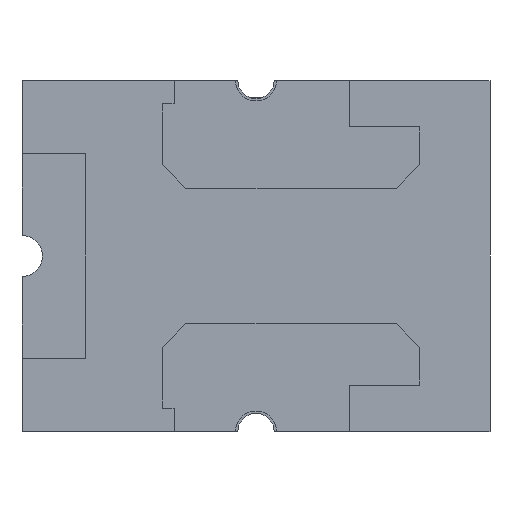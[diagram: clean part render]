
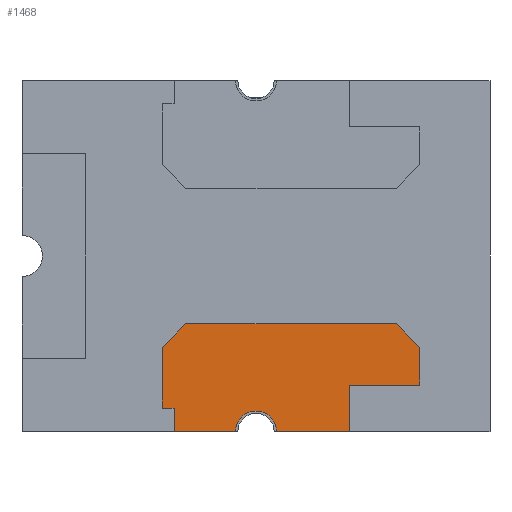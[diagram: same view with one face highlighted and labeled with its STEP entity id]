
A CAD part, front view. The second image highlights one B-rep face of the part: STEP entity #1468.
In plain terms, the highlighted face is planar.
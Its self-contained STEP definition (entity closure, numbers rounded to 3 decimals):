
#856 = EDGE_LOOP ( 'NONE', ( #1627, #1628, #1629, #1630, #1631, #1632, #1633, #1634, #1635, #1636, #1637, #1638 ) ) ;
#1468 = ADVANCED_FACE ( 'NONE', ( #2843 ), #3023, .T. ) ;
#1627 = ORIENTED_EDGE ( 'NONE', *, *, #2103, .T. ) ;
#1628 = ORIENTED_EDGE ( 'NONE', *, *, #2107, .T. ) ;
#1629 = ORIENTED_EDGE ( 'NONE', *, *, #2110, .T. ) ;
#1630 = ORIENTED_EDGE ( 'NONE', *, *, #2113, .T. ) ;
#1631 = ORIENTED_EDGE ( 'NONE', *, *, #2116, .T. ) ;
#1632 = ORIENTED_EDGE ( 'NONE', *, *, #2119, .T. ) ;
#1633 = ORIENTED_EDGE ( 'NONE', *, *, #2122, .T. ) ;
#1634 = ORIENTED_EDGE ( 'NONE', *, *, #2125, .T. ) ;
#1635 = ORIENTED_EDGE ( 'NONE', *, *, #2128, .T. ) ;
#1636 = ORIENTED_EDGE ( 'NONE', *, *, #2131, .T. ) ;
#1637 = ORIENTED_EDGE ( 'NONE', *, *, #2134, .T. ) ;
#1638 = ORIENTED_EDGE ( 'NONE', *, *, #2136, .T. ) ;
#1916 = VERTEX_POINT ( 'NONE', #3346 ) ;
#1928 = VERTEX_POINT ( 'NONE', #3358 ) ;
#1929 = VERTEX_POINT ( 'NONE', #3359 ) ;
#1933 = VERTEX_POINT ( 'NONE', #3363 ) ;
#1935 = VERTEX_POINT ( 'NONE', #3365 ) ;
#1937 = VERTEX_POINT ( 'NONE', #3367 ) ;
#1939 = VERTEX_POINT ( 'NONE', #3369 ) ;
#1941 = VERTEX_POINT ( 'NONE', #3371 ) ;
#1943 = VERTEX_POINT ( 'NONE', #3373 ) ;
#1945 = VERTEX_POINT ( 'NONE', #3375 ) ;
#1947 = VERTEX_POINT ( 'NONE', #3377 ) ;
#1949 = VERTEX_POINT ( 'NONE', #3379 ) ;
#2103 = EDGE_CURVE ( 'NONE', #1928, #1916, #3620, .T. ) ;
#2107 = EDGE_CURVE ( 'NONE', #1916, #1929, #3623, .T. ) ;
#2110 = EDGE_CURVE ( 'NONE', #1929, #1933, #3628, .T. ) ;
#2113 = EDGE_CURVE ( 'NONE', #1933, #1935, #3634, .T. ) ;
#2116 = EDGE_CURVE ( 'NONE', #1935, #1937, #3640, .T. ) ;
#2119 = EDGE_CURVE ( 'NONE', #1937, #1939, #3646, .T. ) ;
#2122 = EDGE_CURVE ( 'NONE', #1939, #1941, #3652, .T. ) ;
#2125 = EDGE_CURVE ( 'NONE', #1941, #1943, #3658, .T. ) ;
#2128 = EDGE_CURVE ( 'NONE', #1943, #1945, #3664, .T. ) ;
#2131 = EDGE_CURVE ( 'NONE', #1945, #1947, #3670, .T. ) ;
#2134 = EDGE_CURVE ( 'NONE', #1947, #1949, #3676, .T. ) ;
#2136 = EDGE_CURVE ( 'NONE', #1949, #1928, #3686, .T. ) ;
#2335 = AXIS2_PLACEMENT_3D ( 'NONE', #3042, #3043, #3044 ) ;
#2399 = AXIS2_PLACEMENT_3D ( 'NONE', #4180, #4181, #4182 ) ;
#2843 = FACE_OUTER_BOUND ( 'NONE', #856, .T. ) ;
#3023 = PLANE ( 'NONE',  #2335 ) ;
#3042 = CARTESIAN_POINT ( 'NONE',  ( -21.675, 0.02, -14.09 ) ) ;
#3043 = DIRECTION ( 'NONE',  ( 0., 1., 0. ) ) ;
#3044 = DIRECTION ( 'NONE',  ( 0., 0., 1. ) ) ;
#3346 = CARTESIAN_POINT ( 'NONE',  ( -21.85, 0.02, -14.09 ) ) ;
#3358 = CARTESIAN_POINT ( 'NONE',  ( -21.5, 0.02, -14.09 ) ) ;
#3359 = CARTESIAN_POINT ( 'NONE',  ( -22.475, 0.02, -14.09 ) ) ;
#3363 = CARTESIAN_POINT ( 'NONE',  ( -22.475, 0.02, -13.693 ) ) ;
#3365 = CARTESIAN_POINT ( 'NONE',  ( -23.075, 0.02, -13.693 ) ) ;
#3367 = CARTESIAN_POINT ( 'NONE',  ( -23.075, 0.02, -13.37 ) ) ;
#3369 = CARTESIAN_POINT ( 'NONE',  ( -22.875, 0.02, -13.17 ) ) ;
#3371 = CARTESIAN_POINT ( 'NONE',  ( -21.075, 0.02, -13.17 ) ) ;
#3373 = CARTESIAN_POINT ( 'NONE',  ( -20.875, 0.02, -13.37 ) ) ;
#3375 = CARTESIAN_POINT ( 'NONE',  ( -20.875, 0.02, -13.89 ) ) ;
#3377 = CARTESIAN_POINT ( 'NONE',  ( -20.975, 0.02, -13.89 ) ) ;
#3379 = CARTESIAN_POINT ( 'NONE',  ( -20.975, 0.02, -14.09 ) ) ;
#3620 = CIRCLE ( 'NONE', #2399, 0.175 ) ;
#3623 = LINE ( 'NONE', #4178, #3631 ) ;
#3628 = LINE ( 'NONE', #4172, #3637 ) ;
#3631 = VECTOR ( 'NONE', #4188, 1000. ) ;
#3634 = LINE ( 'NONE', #4186, #3643 ) ;
#3637 = VECTOR ( 'NONE', #4194, 1000. ) ;
#3640 = LINE ( 'NONE', #4192, #3649 ) ;
#3643 = VECTOR ( 'NONE', #4200, 1000. ) ;
#3646 = LINE ( 'NONE', #4198, #3655 ) ;
#3649 = VECTOR ( 'NONE', #4206, 1000. ) ;
#3652 = LINE ( 'NONE', #4204, #3661 ) ;
#3655 = VECTOR ( 'NONE', #4212, 1000. ) ;
#3658 = LINE ( 'NONE', #4210, #3667 ) ;
#3661 = VECTOR ( 'NONE', #4218, 1000. ) ;
#3664 = LINE ( 'NONE', #4216, #3673 ) ;
#3667 = VECTOR ( 'NONE', #4224, 1000. ) ;
#3670 = LINE ( 'NONE', #4222, #3679 ) ;
#3673 = VECTOR ( 'NONE', #4230, 1000. ) ;
#3676 = LINE ( 'NONE', #4228, #3685 ) ;
#3679 = VECTOR ( 'NONE', #4236, 1000. ) ;
#3685 = VECTOR ( 'NONE', #4242, 1000. ) ;
#3686 = LINE ( 'NONE', #4245, #3689 ) ;
#3689 = VECTOR ( 'NONE', #4246, 1000. ) ;
#4172 = CARTESIAN_POINT ( 'NONE',  ( -22.475, 0.02, -14.09 ) ) ;
#4178 = CARTESIAN_POINT ( 'NONE',  ( -22.475, 0.02, -14.09 ) ) ;
#4180 = CARTESIAN_POINT ( 'NONE',  ( -21.675, 0.02, -14.09 ) ) ;
#4181 = DIRECTION ( 'NONE',  ( 0., -1., 0. ) ) ;
#4182 = DIRECTION ( 'NONE',  ( 0., 0., 1. ) ) ;
#4186 = CARTESIAN_POINT ( 'NONE',  ( -22.475, 0.02, -13.693 ) ) ;
#4188 = DIRECTION ( 'NONE',  ( -1., 0., 0. ) ) ;
#4192 = CARTESIAN_POINT ( 'NONE',  ( -23.075, 0.02, -13.693 ) ) ;
#4194 = DIRECTION ( 'NONE',  ( 0., 0., 1. ) ) ;
#4198 = CARTESIAN_POINT ( 'NONE',  ( -23.075, 0.02, -13.37 ) ) ;
#4200 = DIRECTION ( 'NONE',  ( -1., 0., 0. ) ) ;
#4204 = CARTESIAN_POINT ( 'NONE',  ( -22.875, 0.02, -13.17 ) ) ;
#4206 = DIRECTION ( 'NONE',  ( 0., 0., 1. ) ) ;
#4210 = CARTESIAN_POINT ( 'NONE',  ( -20.875, 0.02, -13.37 ) ) ;
#4212 = DIRECTION ( 'NONE',  ( 0.707, 0., 0.707 ) ) ;
#4216 = CARTESIAN_POINT ( 'NONE',  ( -20.875, 0.02, -13.89 ) ) ;
#4218 = DIRECTION ( 'NONE',  ( 1., 0., 0. ) ) ;
#4222 = CARTESIAN_POINT ( 'NONE',  ( -20.975, 0.02, -13.89 ) ) ;
#4224 = DIRECTION ( 'NONE',  ( 0.707, 0., -0.707 ) ) ;
#4228 = CARTESIAN_POINT ( 'NONE',  ( -20.975, 0.02, -14.09 ) ) ;
#4230 = DIRECTION ( 'NONE',  ( 0., 0., -1. ) ) ;
#4236 = DIRECTION ( 'NONE',  ( -1., 0., 0. ) ) ;
#4242 = DIRECTION ( 'NONE',  ( 0., 0., -1. ) ) ;
#4245 = CARTESIAN_POINT ( 'NONE',  ( -21.5, 0.02, -14.09 ) ) ;
#4246 = DIRECTION ( 'NONE',  ( -1., 0., 0. ) ) ;
